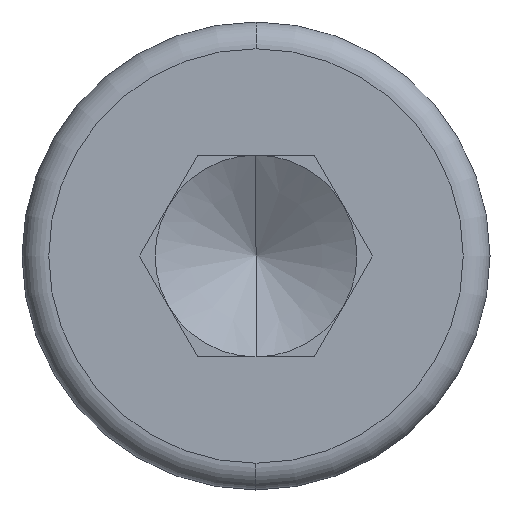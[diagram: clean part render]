
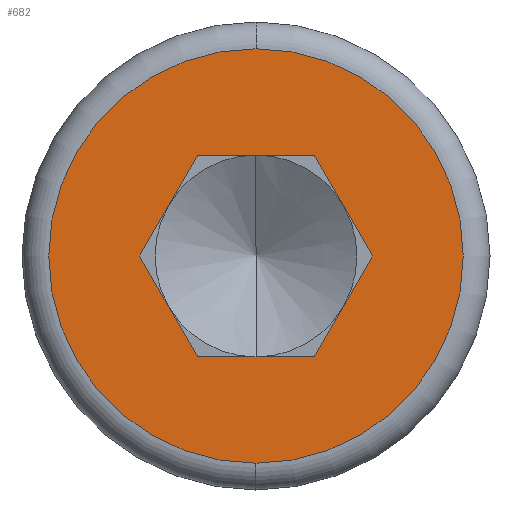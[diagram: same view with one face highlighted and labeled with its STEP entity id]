
A CAD part, left-side view. The second image highlights one B-rep face of the part: STEP entity #682.
In plain terms, the highlighted planar face has unit normal (-1, 0, 0).
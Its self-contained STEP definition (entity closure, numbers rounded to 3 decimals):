
#2 = VERTEX_POINT ( 'NONE', #655 ) ;
#3 = CARTESIAN_POINT ( 'NONE',  ( 0., -1.744, 0. ) ) ;
#19 = AXIS2_PLACEMENT_3D ( 'NONE', #68, #473, #288 ) ;
#32 = CARTESIAN_POINT ( 'NONE',  ( 0., -0.872, 1.51 ) ) ;
#39 = VECTOR ( 'NONE', #527, 1000. ) ;
#40 = AXIS2_PLACEMENT_3D ( 'NONE', #321, #546, #421 ) ;
#45 = VECTOR ( 'NONE', #265, 1000. ) ;
#46 = VERTEX_POINT ( 'NONE', #529 ) ;
#68 = CARTESIAN_POINT ( 'NONE',  ( 0., 0., 0. ) ) ;
#72 = CARTESIAN_POINT ( 'NONE',  ( 0., 1.744, 0. ) ) ;
#90 = VERTEX_POINT ( 'NONE', #142 ) ;
#94 = AXIS2_PLACEMENT_3D ( 'NONE', #723, #452, #569 ) ;
#98 = PLANE ( 'NONE',  #94 ) ;
#115 = LINE ( 'NONE', #3, #168 ) ;
#125 = CARTESIAN_POINT ( 'NONE',  ( 0., -0.872, 1.51 ) ) ;
#130 = VERTEX_POINT ( 'NONE', #543 ) ;
#142 = CARTESIAN_POINT ( 'NONE',  ( 0., -1.744, 0. ) ) ;
#144 = VECTOR ( 'NONE', #235, 1000. ) ;
#158 = EDGE_CURVE ( 'NONE', #515, #2, #631, .T. ) ;
#162 = EDGE_CURVE ( 'NONE', #634, #382, #207, .T. ) ;
#168 = VECTOR ( 'NONE', #689, 1000. ) ;
#182 = CARTESIAN_POINT ( 'NONE',  ( 0., 0., -3.1 ) ) ;
#207 = LINE ( 'NONE', #72, #468 ) ;
#235 = DIRECTION ( 'NONE',  ( 0., -0.5, -0.866 ) ) ;
#263 = EDGE_LOOP ( 'NONE', ( #340, #424 ) ) ;
#265 = DIRECTION ( 'NONE',  ( 0., -1., 0. ) ) ;
#286 = ORIENTED_EDGE ( 'NONE', *, *, #489, .T. ) ;
#288 = DIRECTION ( 'NONE',  ( 0., 0., 1. ) ) ;
#291 = ORIENTED_EDGE ( 'NONE', *, *, #518, .F. ) ;
#297 = CARTESIAN_POINT ( 'NONE',  ( 0., 0.872, 1.51 ) ) ;
#321 = CARTESIAN_POINT ( 'NONE',  ( 0., 0., 0. ) ) ;
#322 = CARTESIAN_POINT ( 'NONE',  ( 0., 0.872, -1.51 ) ) ;
#340 = ORIENTED_EDGE ( 'NONE', *, *, #449, .T. ) ;
#349 = CIRCLE ( 'NONE', #19, 3.1 ) ;
#350 = EDGE_CURVE ( 'NONE', #634, #130, #639, .T. ) ;
#354 = DIRECTION ( 'NONE',  ( 0., 1., 0. ) ) ;
#382 = VERTEX_POINT ( 'NONE', #297 ) ;
#402 = EDGE_CURVE ( 'NONE', #90, #46, #115, .T. ) ;
#416 = CARTESIAN_POINT ( 'NONE',  ( 0., 1.744, 0. ) ) ;
#421 = DIRECTION ( 'NONE',  ( 0., 0., 1. ) ) ;
#424 = ORIENTED_EDGE ( 'NONE', *, *, #158, .T. ) ;
#433 = LINE ( 'NONE', #322, #45 ) ;
#449 = EDGE_CURVE ( 'NONE', #2, #515, #349, .T. ) ;
#452 = DIRECTION ( 'NONE',  ( -1., 0., 0. ) ) ;
#468 = VECTOR ( 'NONE', #706, 1000. ) ;
#473 = DIRECTION ( 'NONE',  ( -1., 0., 0. ) ) ;
#489 = EDGE_CURVE ( 'NONE', #556, #90, #700, .T. ) ;
#514 = CARTESIAN_POINT ( 'NONE',  ( 0., -0.872, 1.51 ) ) ;
#515 = VERTEX_POINT ( 'NONE', #182 ) ;
#518 = EDGE_CURVE ( 'NONE', #556, #382, #637, .T. ) ;
#527 = DIRECTION ( 'NONE',  ( 0., -0.5, -0.866 ) ) ;
#529 = CARTESIAN_POINT ( 'NONE',  ( 0., -0.872, -1.51 ) ) ;
#539 = CARTESIAN_POINT ( 'NONE',  ( 0., 1.744, 0. ) ) ;
#543 = CARTESIAN_POINT ( 'NONE',  ( 0., 0.872, -1.51 ) ) ;
#546 = DIRECTION ( 'NONE',  ( -1., 0., 0. ) ) ;
#554 = FACE_BOUND ( 'NONE', #597, .T. ) ;
#555 = EDGE_CURVE ( 'NONE', #130, #46, #433, .T. ) ;
#556 = VERTEX_POINT ( 'NONE', #32 ) ;
#569 = DIRECTION ( 'NONE',  ( 0., 0., 1. ) ) ;
#583 = ORIENTED_EDGE ( 'NONE', *, *, #555, .F. ) ;
#597 = EDGE_LOOP ( 'NONE', ( #680, #291, #286, #606, #583, #683 ) ) ;
#606 = ORIENTED_EDGE ( 'NONE', *, *, #402, .T. ) ;
#631 = CIRCLE ( 'NONE', #40, 3.1 ) ;
#634 = VERTEX_POINT ( 'NONE', #539 ) ;
#637 = LINE ( 'NONE', #125, #713 ) ;
#639 = LINE ( 'NONE', #416, #39 ) ;
#655 = CARTESIAN_POINT ( 'NONE',  ( 0., 0., 3.1 ) ) ;
#678 = FACE_OUTER_BOUND ( 'NONE', #263, .T. ) ;
#680 = ORIENTED_EDGE ( 'NONE', *, *, #162, .T. ) ;
#682 = ADVANCED_FACE ( 'NONE', ( #554, #678 ), #98, .T. ) ;
#683 = ORIENTED_EDGE ( 'NONE', *, *, #350, .F. ) ;
#689 = DIRECTION ( 'NONE',  ( 0., 0.5, -0.866 ) ) ;
#700 = LINE ( 'NONE', #514, #144 ) ;
#706 = DIRECTION ( 'NONE',  ( 0., -0.5, 0.866 ) ) ;
#713 = VECTOR ( 'NONE', #354, 1000. ) ;
#723 = CARTESIAN_POINT ( 'NONE',  ( 0., 0., 0. ) ) ;
